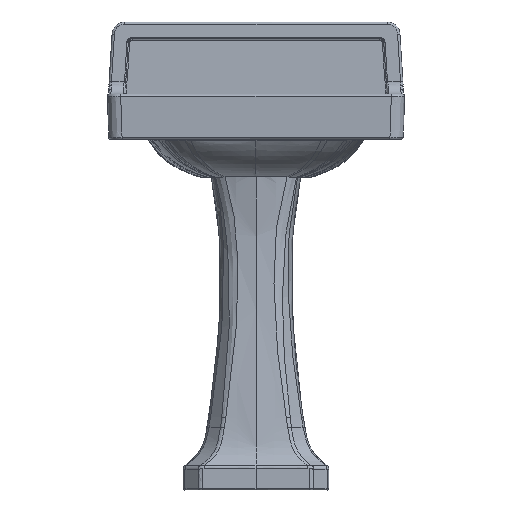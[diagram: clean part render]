
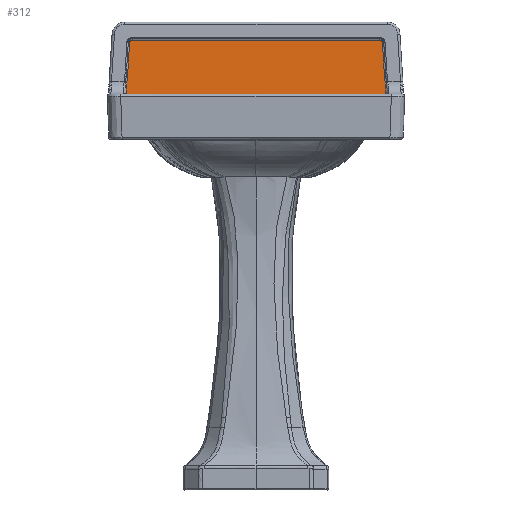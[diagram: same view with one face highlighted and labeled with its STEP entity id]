
A CAD part, front view. The second image highlights one B-rep face of the part: STEP entity #312.
In plain terms, the highlighted planar face has unit normal (0, -1, 0.025).
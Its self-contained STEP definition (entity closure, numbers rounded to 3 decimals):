
#312=ADVANCED_FACE('',(#713),#6177,.T.);
#713=FACE_OUTER_BOUND('',#1116,.T.);
#1116=EDGE_LOOP('',(#2514,#2515,#2516,#2517,#2518,#2519,#2520,#2521,#2522,
#2523,#2524,#2525,#2526,#2527));
#2514=ORIENTED_EDGE('',*,*,#3893,.T.);
#2515=ORIENTED_EDGE('',*,*,#3783,.F.);
#2516=ORIENTED_EDGE('',*,*,#3894,.F.);
#2517=ORIENTED_EDGE('',*,*,#3895,.F.);
#2518=ORIENTED_EDGE('',*,*,#3896,.F.);
#2519=ORIENTED_EDGE('',*,*,#3897,.F.);
#2520=ORIENTED_EDGE('',*,*,#3898,.F.);
#2521=ORIENTED_EDGE('',*,*,#3899,.F.);
#2522=ORIENTED_EDGE('',*,*,#3900,.F.);
#2523=ORIENTED_EDGE('',*,*,#3901,.F.);
#2524=ORIENTED_EDGE('',*,*,#3902,.F.);
#2525=ORIENTED_EDGE('',*,*,#3903,.F.);
#2526=ORIENTED_EDGE('',*,*,#3904,.F.);
#2527=ORIENTED_EDGE('',*,*,#3758,.F.);
#3758=EDGE_CURVE('',#5698,#5700,#4469,.T.);
#3783=EDGE_CURVE('',#5722,#5725,#4493,.T.);
#3893=EDGE_CURVE('',#5698,#5725,#5029,.T.);
#3894=EDGE_CURVE('',#5720,#5722,#5030,.T.);
#3895=EDGE_CURVE('',#5718,#5720,#5031,.T.);
#3896=EDGE_CURVE('',#5717,#5718,#5032,.T.);
#3897=EDGE_CURVE('',#5714,#5717,#4559,.T.);
#3898=EDGE_CURVE('',#5713,#5714,#5033,.T.);
#3899=EDGE_CURVE('',#5710,#5713,#5034,.T.);
#3900=EDGE_CURVE('',#5708,#5710,#5035,.T.);
#3901=EDGE_CURVE('',#5706,#5708,#4560,.T.);
#3902=EDGE_CURVE('',#5704,#5706,#5036,.T.);
#3903=EDGE_CURVE('',#5702,#5704,#5037,.T.);
#3904=EDGE_CURVE('',#5700,#5702,#5038,.T.);
#4469=(
BOUNDED_CURVE()
B_SPLINE_CURVE(3,(#71181,#71182,#71183,#71184),.UNSPECIFIED.,.F.,.F.)
B_SPLINE_CURVE_WITH_KNOTS((4,4),(0.,1.),.UNSPECIFIED.)
CURVE()
GEOMETRIC_REPRESENTATION_ITEM()
RATIONAL_B_SPLINE_CURVE((1.,1.,1.,1.))
REPRESENTATION_ITEM('')
);
#4493=(
BOUNDED_CURVE()
B_SPLINE_CURVE(3,(#71294,#71295,#71296,#71297),.UNSPECIFIED.,.F.,.F.)
B_SPLINE_CURVE_WITH_KNOTS((4,4),(-1.,0.),.UNSPECIFIED.)
CURVE()
GEOMETRIC_REPRESENTATION_ITEM()
RATIONAL_B_SPLINE_CURVE((1.,1.,1.,1.))
REPRESENTATION_ITEM('')
);
#4559=(
BOUNDED_CURVE()
B_SPLINE_CURVE(3,(#72498,#72499,#72500,#72501),.UNSPECIFIED.,.F.,.F.)
B_SPLINE_CURVE_WITH_KNOTS((4,4),(-71.071,0.),.UNSPECIFIED.)
CURVE()
GEOMETRIC_REPRESENTATION_ITEM()
RATIONAL_B_SPLINE_CURVE((1.,1.,1.,1.))
REPRESENTATION_ITEM('')
);
#4560=(
BOUNDED_CURVE()
B_SPLINE_CURVE(3,(#72516,#72517,#72518,#72519),.UNSPECIFIED.,.F.,.F.)
B_SPLINE_CURVE_WITH_KNOTS((4,4),(0.,71.071),.UNSPECIFIED.)
CURVE()
GEOMETRIC_REPRESENTATION_ITEM()
RATIONAL_B_SPLINE_CURVE((1.,1.,1.,1.))
REPRESENTATION_ITEM('')
);
#5029=B_SPLINE_CURVE_WITH_KNOTS('',3,(#72476,#72477,#72478,#72479,#72480,
#72481,#72482,#72483),.UNSPECIFIED.,.F.,.F.,(4,2,2,4),(0.,0.25,0.5,1.),
 .UNSPECIFIED.);
#5030=B_SPLINE_CURVE_WITH_KNOTS('',3,(#72484,#72485,#72486,#72487,#72488,
#72489),.UNSPECIFIED.,.F.,.F.,(4,2,4),(-1.,-0.5,0.),.UNSPECIFIED.);
#5031=B_SPLINE_CURVE_WITH_KNOTS('',3,(#72490,#72491,#72492,#72493),
 .UNSPECIFIED.,.F.,.F.,(4,4),(-1.,0.),.UNSPECIFIED.);
#5032=B_SPLINE_CURVE_WITH_KNOTS('',3,(#72494,#72495,#72496,#72497),
 .UNSPECIFIED.,.F.,.F.,(4,4),(-1.,0.),.UNSPECIFIED.);
#5033=B_SPLINE_CURVE_WITH_KNOTS('',3,(#72502,#72503,#72504,#72505,#72506,
#72507),.UNSPECIFIED.,.F.,.F.,(4,2,4),(-1.,-0.5,0.),.UNSPECIFIED.);
#5034=B_SPLINE_CURVE_WITH_KNOTS('',1,(#72508,#72509),.UNSPECIFIED.,.F.,
 .F.,(2,2),(-519.523,0.),.UNSPECIFIED.);
#5035=B_SPLINE_CURVE_WITH_KNOTS('',3,(#72510,#72511,#72512,#72513,#72514,
#72515),.UNSPECIFIED.,.F.,.F.,(4,2,4),(-1.,-0.5,0.),
 .UNSPECIFIED.);
#5036=B_SPLINE_CURVE_WITH_KNOTS('',3,(#72520,#72521,#72522,#72523),
 .UNSPECIFIED.,.F.,.F.,(4,4),(-1.,0.),.UNSPECIFIED.);
#5037=B_SPLINE_CURVE_WITH_KNOTS('',3,(#72524,#72525,#72526,#72527),
 .UNSPECIFIED.,.F.,.F.,(4,4),(-1.,0.),.UNSPECIFIED.);
#5038=B_SPLINE_CURVE_WITH_KNOTS('',3,(#72528,#72529,#72530,#72531,#72532,
#72533),.UNSPECIFIED.,.F.,.F.,(4,2,4),(-1.,-0.5,0.),
 .UNSPECIFIED.);
#5698=VERTEX_POINT('',#69216);
#5700=VERTEX_POINT('',#69218);
#5702=VERTEX_POINT('',#69220);
#5704=VERTEX_POINT('',#69222);
#5706=VERTEX_POINT('',#69224);
#5708=VERTEX_POINT('',#69226);
#5710=VERTEX_POINT('',#69228);
#5713=VERTEX_POINT('',#69231);
#5714=VERTEX_POINT('',#69232);
#5717=VERTEX_POINT('',#69235);
#5718=VERTEX_POINT('',#69236);
#5720=VERTEX_POINT('',#69238);
#5722=VERTEX_POINT('',#69240);
#5725=VERTEX_POINT('',#69243);
#6177=PLANE('',#6334);
#6334=AXIS2_PLACEMENT_3D('',#30431,#6375,$);
#6375=DIRECTION('',(0.,-1.,0.025));
#30431=CARTESIAN_POINT('',(-326.429,-28.723,68.805));
#69216=CARTESIAN_POINT('',(-270.772,-31.974,-58.892));
#69218=CARTESIAN_POINT('',(-271.41,-31.895,-55.79));
#69220=CARTESIAN_POINT('',(-271.499,-31.501,-40.293));
#69222=CARTESIAN_POINT('',(-270.583,-31.236,-29.893));
#69224=CARTESIAN_POINT('',(-269.431,-30.958,-18.962));
#69226=CARTESIAN_POINT('',(-265.109,-29.152,51.954));
#69228=CARTESIAN_POINT('',(-259.761,-29.024,56.983));
#69231=CARTESIAN_POINT('',(259.761,-29.024,56.983));
#69232=CARTESIAN_POINT('',(265.109,-29.152,51.954));
#69235=CARTESIAN_POINT('',(269.431,-30.958,-18.962));
#69236=CARTESIAN_POINT('',(270.583,-31.236,-29.893));
#69238=CARTESIAN_POINT('',(271.499,-31.501,-40.293));
#69240=CARTESIAN_POINT('',(271.41,-31.895,-55.79));
#69243=CARTESIAN_POINT('',(270.757,-31.976,-58.962));
#71181=CARTESIAN_POINT('',(-270.772,-31.974,-58.892));
#71182=CARTESIAN_POINT('',(-270.985,-31.948,-57.858));
#71183=CARTESIAN_POINT('',(-271.197,-31.922,-56.824));
#71184=CARTESIAN_POINT('',(-271.41,-31.895,-55.79));
#71294=CARTESIAN_POINT('',(271.41,-31.895,-55.79));
#71295=CARTESIAN_POINT('',(271.193,-31.922,-56.847));
#71296=CARTESIAN_POINT('',(270.975,-31.949,-57.905));
#71297=CARTESIAN_POINT('',(270.757,-31.976,-58.962));
#72476=CARTESIAN_POINT('',(-270.772,-31.974,-58.892));
#72477=CARTESIAN_POINT('',(-225.648,-31.993,-59.625));
#72478=CARTESIAN_POINT('',(-180.522,-32.009,-60.24));
#72479=CARTESIAN_POINT('',(-90.267,-32.027,-60.971));
#72480=CARTESIAN_POINT('',(-45.138,-32.031,-61.122));
#72481=CARTESIAN_POINT('',(90.251,-32.03,-61.079));
#72482=CARTESIAN_POINT('',(180.508,-32.01,-60.302));
#72483=CARTESIAN_POINT('',(270.757,-31.976,-58.962));
#72484=CARTESIAN_POINT('',(271.499,-31.501,-40.293));
#72485=CARTESIAN_POINT('',(271.746,-31.567,-42.877));
#72486=CARTESIAN_POINT('',(271.935,-31.633,-45.467));
#72487=CARTESIAN_POINT('',(272.014,-31.764,-50.636));
#72488=CARTESIAN_POINT('',(271.939,-31.83,-53.218));
#72489=CARTESIAN_POINT('',(271.41,-31.895,-55.79));
#72490=CARTESIAN_POINT('',(270.583,-31.236,-29.893));
#72491=CARTESIAN_POINT('',(271.017,-31.324,-33.348));
#72492=CARTESIAN_POINT('',(271.168,-31.413,-36.828));
#72493=CARTESIAN_POINT('',(271.499,-31.501,-40.293));
#72494=CARTESIAN_POINT('',(269.431,-30.958,-18.962));
#72495=CARTESIAN_POINT('',(269.654,-31.051,-22.623));
#72496=CARTESIAN_POINT('',(270.126,-31.144,-26.257));
#72497=CARTESIAN_POINT('',(270.583,-31.236,-29.893));
#72498=CARTESIAN_POINT('',(265.109,-29.152,51.954));
#72499=CARTESIAN_POINT('',(266.55,-29.754,28.315));
#72500=CARTESIAN_POINT('',(267.99,-30.356,4.676));
#72501=CARTESIAN_POINT('',(269.431,-30.958,-18.962));
#72502=CARTESIAN_POINT('',(259.761,-29.024,56.983));
#72503=CARTESIAN_POINT('',(261.121,-29.024,56.983));
#72504=CARTESIAN_POINT('',(262.444,-29.038,56.456));
#72505=CARTESIAN_POINT('',(264.419,-29.085,54.599));
#72506=CARTESIAN_POINT('',(265.026,-29.118,53.31));
#72507=CARTESIAN_POINT('',(265.109,-29.152,51.954));
#72508=CARTESIAN_POINT('',(-259.761,-29.024,56.983));
#72509=CARTESIAN_POINT('',(259.761,-29.024,56.983));
#72510=CARTESIAN_POINT('',(-265.109,-29.152,51.954));
#72511=CARTESIAN_POINT('',(-265.026,-29.118,53.311));
#72512=CARTESIAN_POINT('',(-264.42,-29.085,54.598));
#72513=CARTESIAN_POINT('',(-262.445,-29.038,56.456));
#72514=CARTESIAN_POINT('',(-261.121,-29.024,56.983));
#72515=CARTESIAN_POINT('',(-259.761,-29.024,56.983));
#72516=CARTESIAN_POINT('',(-269.431,-30.958,-18.962));
#72517=CARTESIAN_POINT('',(-267.99,-30.356,4.676));
#72518=CARTESIAN_POINT('',(-266.55,-29.754,28.315));
#72519=CARTESIAN_POINT('',(-265.109,-29.152,51.954));
#72520=CARTESIAN_POINT('',(-270.583,-31.236,-29.893));
#72521=CARTESIAN_POINT('',(-270.126,-31.144,-26.257));
#72522=CARTESIAN_POINT('',(-269.654,-31.051,-22.623));
#72523=CARTESIAN_POINT('',(-269.431,-30.958,-18.962));
#72524=CARTESIAN_POINT('',(-271.499,-31.501,-40.293));
#72525=CARTESIAN_POINT('',(-271.168,-31.413,-36.828));
#72526=CARTESIAN_POINT('',(-271.017,-31.324,-33.348));
#72527=CARTESIAN_POINT('',(-270.583,-31.236,-29.893));
#72528=CARTESIAN_POINT('',(-271.41,-31.895,-55.79));
#72529=CARTESIAN_POINT('',(-271.939,-31.83,-53.218));
#72530=CARTESIAN_POINT('',(-272.014,-31.764,-50.636));
#72531=CARTESIAN_POINT('',(-271.935,-31.633,-45.467));
#72532=CARTESIAN_POINT('',(-271.746,-31.567,-42.877));
#72533=CARTESIAN_POINT('',(-271.499,-31.501,-40.293));
